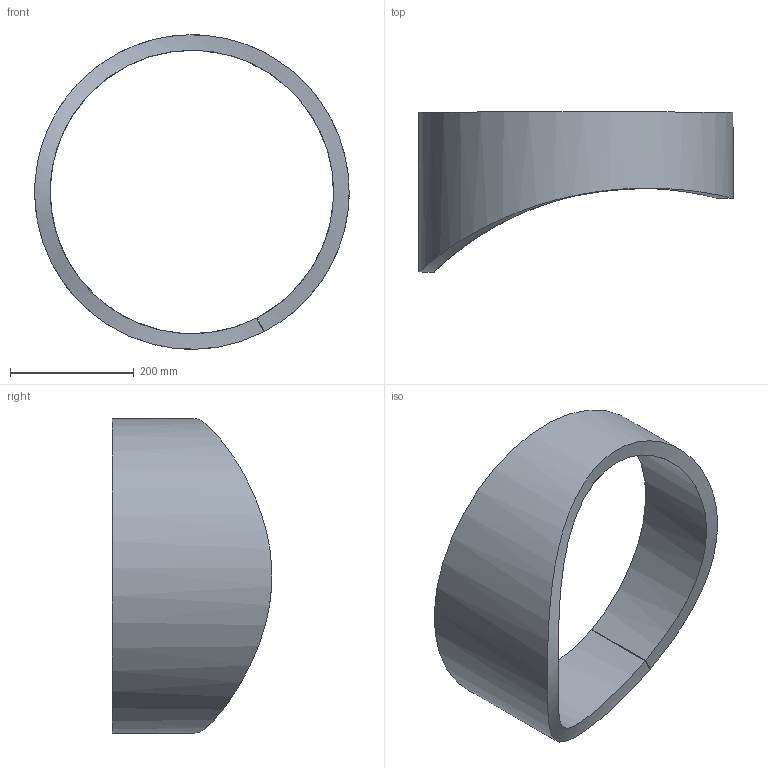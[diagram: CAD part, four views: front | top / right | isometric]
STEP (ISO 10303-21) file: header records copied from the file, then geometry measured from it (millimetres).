
FILE_DESCRIPTION((''),'2;1');
FILE_NAME('Abwicklung.stp','2014-10-10T08:09:49',('MMIC'),(''),'Autodesk Inventor 2010','Autodesk Inventor 2010','');
FILE_SCHEMA(('AUTOMOTIVE_DESIGN { 1 0 10303 214 1 1 1 1 }'));
Length unit declared in the file: millimetre
Products named in the file (1): Abwicklung
Bounding box: 507.71 x 258.24 x 507.91 mm (x, y, z)
Volume: 6294471 mm3; surface area: 825259.6 mm2
Topology: 1 solids, 2 shells, 7 faces, 16 edges, 12 vertices
Faces by surface type: cylinder 3, plane 3, bspline 1
Entity records: 790 total; most frequent: CARTESIAN_POINT 603, DIRECTION 30, ORIENTED_EDGE 28, EDGE_CURVE 16, VERTEX_POINT 12, AXIS2_PLACEMENT_3D 10, VECTOR 10, LINE 10
